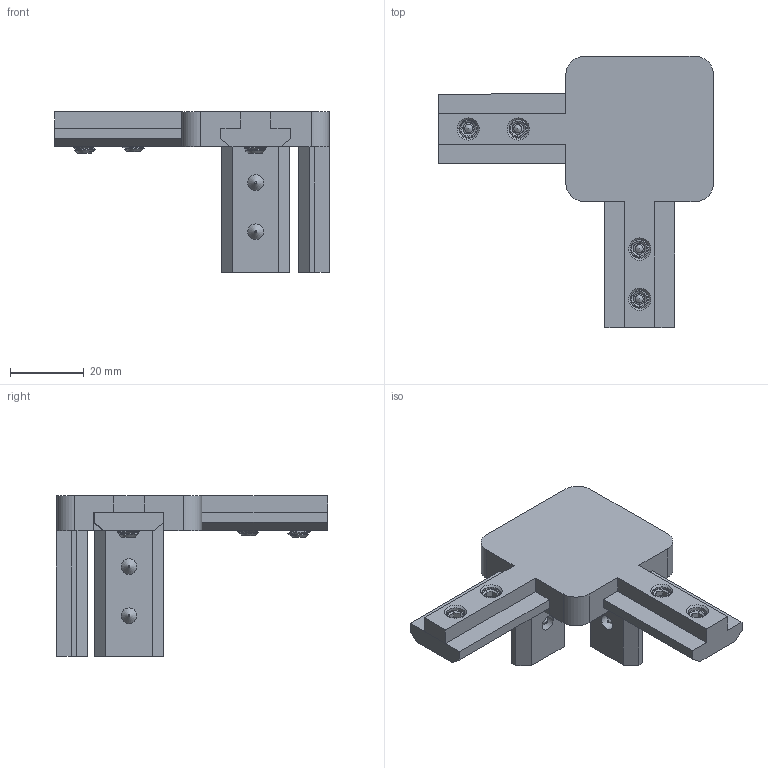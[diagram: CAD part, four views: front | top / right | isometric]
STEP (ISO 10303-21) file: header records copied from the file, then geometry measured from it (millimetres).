
FILE_DESCRIPTION(/* description */ (''),/* implementation_level */ '2;1');
FILE_NAME(/* name */ 'Aluminum 4040 3 way Corner bracket.step',/* time_stamp */ '2024-05-16T18:57:37+05:30',/* author */ (''),/* organization */ (''),/* preprocessor_version */ 'ST-DEVELOPER v20',/* originating_system */ 'Autodesk Translation Framework v12.20.1.177',/* authorisation */ '');
FILE_SCHEMA (('AUTOMOTIVE_DESIGN { 1 0 10303 214 3 1 1 }'));
Length unit declared in the file: millimetre
Products named in the file (3): Aluminum 3 way Corner bracket; 92015A128_18-8 Stainless Steel Cup-Point Set Screw; Broached Hexagon Socket Set Screw Cone Point ANSI B18.3.6M - M5x0.8 x
 8 Steel Grade 2 Plain v1
Assembly tree (8 placements, depth 2):
  Aluminum 3 way Corner bracket
    92015A128_18-8 Stainless Steel Cup-Point Set Screw  x4
    Broached Hexagon Socket Set Screw Cone Point ANSI B18.3.6M - M5x0.8 x
 8 Steel Grade 2 Plain v1  x4
Bounding box: 74.49 x 73.46 x 43.54 mm (x, y, z)
Volume: 23559.5 mm3; surface area: 15457.2 mm2
Topology: 9 solids, 9 shells, 317 faces, 808 edges, 509 vertices
Faces by surface type: plane 165, cylinder 100, cone 36, torus 8, bspline 8
Full cylindrical faces by diameter (mm): 4.234 x4, 4.701 x36, 4.901 x4, 5.035 x4, 6 x32
Entity records: 6050 total; most frequent: CARTESIAN_POINT 2484, ORIENTED_EDGE 742, DIRECTION 688, EDGE_CURVE 371, LINE 248, VECTOR 248, VERTEX_POINT 239, AXIS2_PLACEMENT_3D 220
